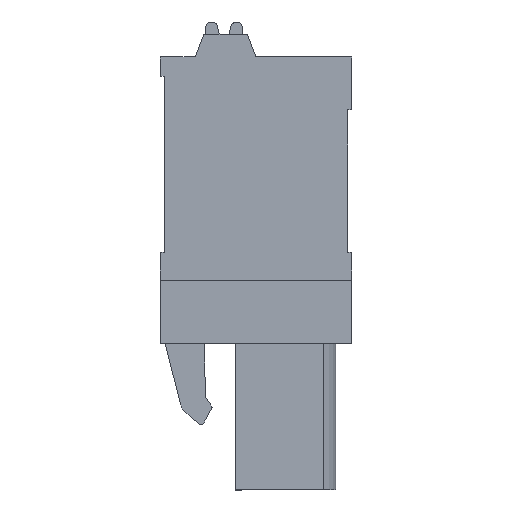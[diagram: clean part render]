
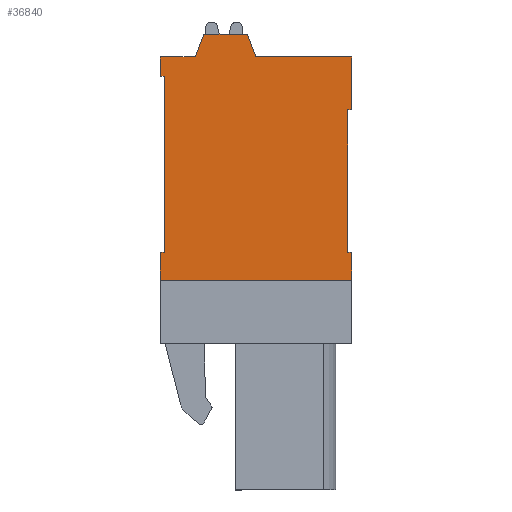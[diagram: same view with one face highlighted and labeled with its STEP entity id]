
A CAD part, left-side view. The second image highlights one B-rep face of the part: STEP entity #36840.
In plain terms, the highlighted planar face has unit normal (-1, 0, 0).
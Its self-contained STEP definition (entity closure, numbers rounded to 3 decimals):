
#3365=ORIENTED_EDGE('',*,*,#12197,.F.);
#3366=ORIENTED_EDGE('',*,*,#13497,.T.);
#3367=ORIENTED_EDGE('',*,*,#12252,.F.);
#3368=ORIENTED_EDGE('',*,*,#13496,.F.);
#3369=ORIENTED_EDGE('',*,*,#13494,.F.);
#3370=ORIENTED_EDGE('',*,*,#13492,.F.);
#3371=ORIENTED_EDGE('',*,*,#13490,.F.);
#3372=ORIENTED_EDGE('',*,*,#11954,.F.);
#3373=ORIENTED_EDGE('',*,*,#13480,.F.);
#3374=ORIENTED_EDGE('',*,*,#13479,.F.);
#3375=ORIENTED_EDGE('',*,*,#13477,.F.);
#3376=ORIENTED_EDGE('',*,*,#12009,.F.);
#3377=ORIENTED_EDGE('',*,*,#13487,.F.);
#3378=ORIENTED_EDGE('',*,*,#13485,.F.);
#3379=ORIENTED_EDGE('',*,*,#13483,.F.);
#3380=ORIENTED_EDGE('',*,*,#13481,.F.);
#11954=EDGE_CURVE('',#17311,#17312,#20889,.T.);
#12009=EDGE_CURVE('',#17365,#17366,#20944,.T.);
#12197=EDGE_CURVE('',#17521,#17522,#21108,.T.);
#12252=EDGE_CURVE('',#17570,#17571,#21163,.T.);
#13477=EDGE_CURVE('',#17366,#18455,#22298,.T.);
#13479=EDGE_CURVE('',#18455,#18456,#22300,.T.);
#13480=EDGE_CURVE('',#18456,#17311,#22301,.T.);
#13481=EDGE_CURVE('',#17522,#18457,#22302,.T.);
#13483=EDGE_CURVE('',#18457,#18458,#22304,.T.);
#13485=EDGE_CURVE('',#18458,#18459,#22306,.T.);
#13487=EDGE_CURVE('',#18459,#17365,#22308,.T.);
#13490=EDGE_CURVE('',#17312,#18460,#22311,.T.);
#13492=EDGE_CURVE('',#18460,#18461,#22313,.T.);
#13494=EDGE_CURVE('',#18461,#18462,#22315,.T.);
#13496=EDGE_CURVE('',#18462,#17570,#22317,.T.);
#13497=EDGE_CURVE('',#17521,#17571,#22318,.T.);
#17311=VERTEX_POINT('',#51324);
#17312=VERTEX_POINT('',#51326);
#17365=VERTEX_POINT('',#51436);
#17366=VERTEX_POINT('',#51438);
#17521=VERTEX_POINT('',#51798);
#17522=VERTEX_POINT('',#51800);
#17570=VERTEX_POINT('',#51904);
#17571=VERTEX_POINT('',#51906);
#18455=VERTEX_POINT('',#54300);
#18456=VERTEX_POINT('',#54304);
#18457=VERTEX_POINT('',#54310);
#18458=VERTEX_POINT('',#54314);
#18459=VERTEX_POINT('',#54318);
#18460=VERTEX_POINT('',#54329);
#18461=VERTEX_POINT('',#54333);
#18462=VERTEX_POINT('',#54337);
#20889=LINE('',#51325,#25866);
#20944=LINE('',#51437,#25921);
#21108=LINE('',#51799,#26085);
#21163=LINE('',#51905,#26140);
#22298=LINE('',#54301,#27275);
#22300=LINE('',#54305,#27277);
#22301=LINE('',#54307,#27278);
#22302=LINE('',#54309,#27279);
#22304=LINE('',#54313,#27281);
#22306=LINE('',#54317,#27283);
#22308=LINE('',#54321,#27285);
#22311=LINE('',#54328,#27288);
#22313=LINE('',#54332,#27290);
#22315=LINE('',#54336,#27292);
#22317=LINE('',#54340,#27294);
#22318=LINE('',#54342,#27295);
#25866=VECTOR('',#41326,1000.);
#25921=VECTOR('',#41387,1000.);
#26085=VECTOR('',#41635,1000.);
#26140=VECTOR('',#41694,1000.);
#27275=VECTOR('',#43581,1000.);
#27277=VECTOR('',#43585,1000.);
#27278=VECTOR('',#43588,1000.);
#27279=VECTOR('',#43591,1000.);
#27281=VECTOR('',#43595,1000.);
#27283=VECTOR('',#43599,1000.);
#27285=VECTOR('',#43603,1000.);
#27288=VECTOR('',#43614,1000.);
#27290=VECTOR('',#43618,1000.);
#27292=VECTOR('',#43622,1000.);
#27294=VECTOR('',#43626,1000.);
#27295=VECTOR('',#43629,1000.);
#30926=EDGE_LOOP('',(#3365,#3366,#3367,#3368,#3369,#3370,#3371,#3372,#3373,
#3374,#3375,#3376,#3377,#3378,#3379,#3380));
#33029=FACE_BOUND('',#30926,.T.);
#35052=PLANE('',#38969);
#36840=ADVANCED_FACE('',(#33029),#35052,.F.);
#38969=AXIS2_PLACEMENT_3D('',#54341,#43627,#43628);
#41326=DIRECTION('',(0.,-1.,0.));
#41387=DIRECTION('',(0.,-1.,0.));
#41635=DIRECTION('',(0.,0.,1.));
#41694=DIRECTION('',(0.,0.,-1.));
#43581=DIRECTION('',(0.,-0.353,0.936));
#43585=DIRECTION('',(0.,-1.,0.));
#43588=DIRECTION('',(0.,-0.353,-0.936));
#43591=DIRECTION('',(0.,-1.,0.));
#43595=DIRECTION('',(0.,0.,1.));
#43599=DIRECTION('',(0.,1.,0.));
#43603=DIRECTION('',(0.,0.,1.));
#43614=DIRECTION('',(0.,0.,-1.));
#43618=DIRECTION('',(0.,1.,0.));
#43622=DIRECTION('',(0.,0.,-1.));
#43626=DIRECTION('',(0.,-1.,0.));
#43627=DIRECTION('',(1.,0.,0.));
#43628=DIRECTION('',(0.,0.,-1.));
#43629=DIRECTION('',(0.,-1.,0.));
#51324=CARTESIAN_POINT('',(-25.4,0.01,7.14));
#51325=CARTESIAN_POINT('',(-25.4,0.01,7.14));
#51326=CARTESIAN_POINT('',(-25.4,-5.5,7.14));
#51436=CARTESIAN_POINT('',(-25.4,5.5,7.14));
#51437=CARTESIAN_POINT('',(-25.4,5.5,7.14));
#51438=CARTESIAN_POINT('',(-25.4,3.49,7.14));
#51798=CARTESIAN_POINT('',(-25.4,5.5,-5.7));
#51799=CARTESIAN_POINT('',(-25.4,5.5,-8.6));
#51800=CARTESIAN_POINT('',(-25.4,5.5,-4.1));
#51904=CARTESIAN_POINT('',(-25.4,-5.5,-4.1));
#51905=CARTESIAN_POINT('',(-25.4,-5.5,-4.1));
#51906=CARTESIAN_POINT('',(-25.4,-5.5,-5.7));
#54300=CARTESIAN_POINT('',(-25.4,3.,8.44));
#54301=CARTESIAN_POINT('',(-25.4,3.,8.44));
#54304=CARTESIAN_POINT('',(-25.4,0.5,8.44));
#54305=CARTESIAN_POINT('',(-25.4,0.5,8.44));
#54307=CARTESIAN_POINT('',(-25.4,0.01,7.14));
#54309=CARTESIAN_POINT('',(-25.4,5.5,-4.1));
#54310=CARTESIAN_POINT('',(-25.4,5.27,-4.1));
#54313=CARTESIAN_POINT('',(-25.4,5.27,-4.1));
#54314=CARTESIAN_POINT('',(-25.4,5.27,6.04));
#54317=CARTESIAN_POINT('',(-25.4,5.27,6.04));
#54318=CARTESIAN_POINT('',(-25.4,5.5,6.04));
#54321=CARTESIAN_POINT('',(-25.4,5.5,6.04));
#54328=CARTESIAN_POINT('',(-25.4,-5.5,7.14));
#54329=CARTESIAN_POINT('',(-25.4,-5.5,4.1));
#54332=CARTESIAN_POINT('',(-25.4,-5.5,4.1));
#54333=CARTESIAN_POINT('',(-25.4,-5.27,4.1));
#54336=CARTESIAN_POINT('',(-25.4,-5.27,4.1));
#54337=CARTESIAN_POINT('',(-25.4,-5.27,-4.1));
#54340=CARTESIAN_POINT('',(-25.4,-5.27,-4.1));
#54341=CARTESIAN_POINT('',(-25.4,0.,0.));
#54342=CARTESIAN_POINT('',(-25.4,5.5,-5.7));
